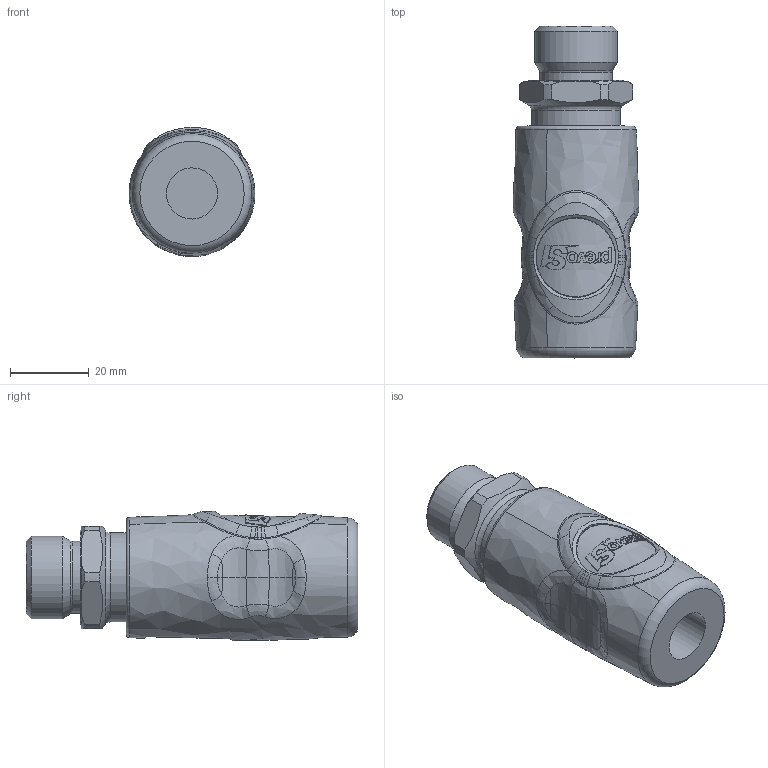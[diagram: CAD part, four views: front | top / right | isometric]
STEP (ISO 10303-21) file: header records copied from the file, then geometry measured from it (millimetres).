
FILE_DESCRIPTION(/* description */ (''),/* implementation_level */ '2;1');
FILE_NAME(/* name */ 'kdgsip_12_nw7.stp',/* time_stamp */ '2018-12-06T11:16:37+01:00',/* author */ ('leitheußer'),/* organization */ (''),/* preprocessor_version */ 'ST-DEVELOPER v15.6',/* originating_system */ 'Autodesk Inventor LT ',/* authorisation */ '');
FILE_SCHEMA (('AUTOMOTIVE_DESIGN { 1 0 10303 214 3 1 1 }'));
Length unit declared in the file: millimetre
Products named in the file (1): ESI07.1153
Bounding box: 31.98 x 84.3 x 32.81 mm (x, y, z)
Volume: 50970.3 mm3; surface area: 10678.7 mm2
Topology: 1 solids, 1 shells, 258 faces, 661 edges, 418 vertices
Faces by surface type: plane 91, cylinder 70, bspline 60, cone 31, torus 6
Full cylindrical faces by diameter (mm): 13 x1, 14 x1, 18.3 x1, 18.5 x1, 20.26 x1, 20.96 x1, 22.6 x1, 23.9 x1, 24.05 x1
Entity records: 12500 total; most frequent: CARTESIAN_POINT 6784, ORIENTED_EDGE 1266, DIRECTION 1037, EDGE_CURVE 633, AXIS2_PLACEMENT_3D 422, VERTEX_POINT 411, EDGE_LOOP 292, FACE_OUTER_BOUND 258
